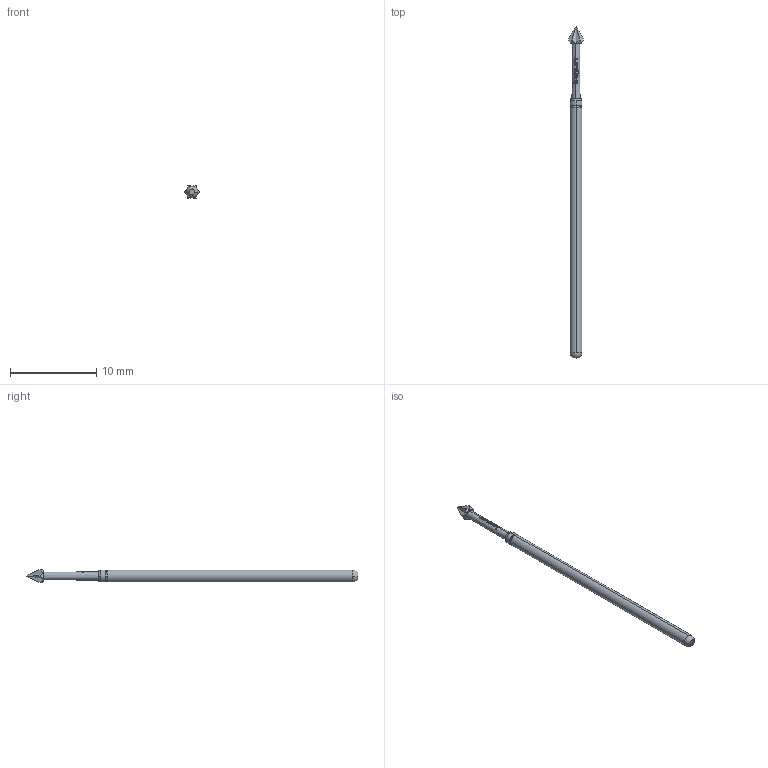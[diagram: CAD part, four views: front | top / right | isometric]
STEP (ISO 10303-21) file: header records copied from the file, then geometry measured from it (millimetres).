
FILE_DESCRIPTION (( 'STEP AP203' ), '1' );
FILE_NAME ('INGUN_GKS-100_217_170_A_xx00_E.STEP', '2021-10-29T08:44:44', ( 'ochi' ), ( '' ), 'SwSTEP 2.0', 'SolidWorks 2018', '' );
FILE_SCHEMA (( 'CONFIG_CONTROL_DESIGN' ));
Length unit declared in the file: millimetre
Products named in the file (1): INGUN_GKS-100_217_170_A_xx00_E
Bounding box: 1.7 x 38.4 x 1.53 mm (x, y, z)
Volume: 49.5 mm3; surface area: 157.4 mm2
Topology: 1 solids, 1 shells, 119 faces, 328 edges, 212 vertices
Faces by surface type: bspline 58, cone 26, plane 15, cylinder 12, torus 6, sphere 2
Entity records: 4899 total; most frequent: CARTESIAN_POINT 2408, ORIENTED_EDGE 652, EDGE_CURVE 326, DIRECTION 268, B_SPLINE_CURVE_WITH_KNOTS 220, VERTEX_POINT 212, EDGE_LOOP 122, ADVANCED_FACE 119
